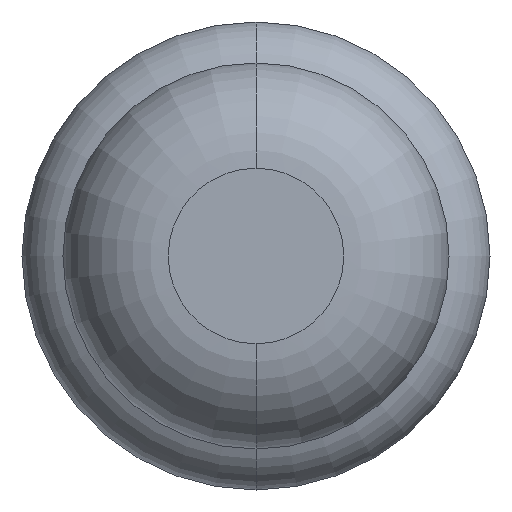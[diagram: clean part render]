
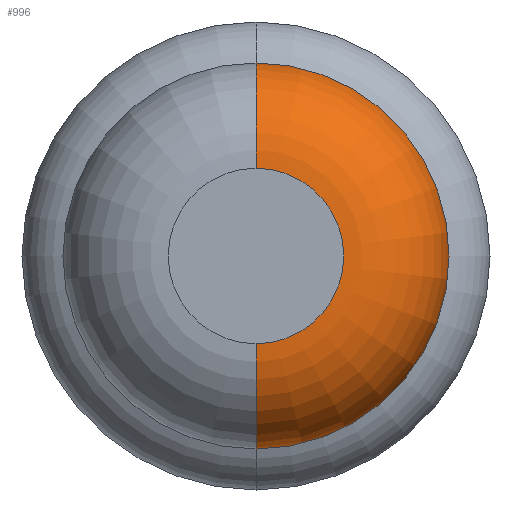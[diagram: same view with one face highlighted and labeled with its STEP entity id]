
A CAD part, front view. The second image highlights one B-rep face of the part: STEP entity #996.
In plain terms, the highlighted toroidal (fillet/blend) face has major radius 0.375 mm and minor radius 0.45 mm.
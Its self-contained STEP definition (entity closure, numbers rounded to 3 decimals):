
#232 = DIRECTION ( 'NONE',  ( 0., 0., 1. ) ) ;
#280 = CIRCLE ( 'NONE', #3002, 0.825 ) ;
#284 = EDGE_CURVE ( 'Defeature ausgef�hrt1_5+Defeature ausgef�hrt1_4+Defeature ausgef�hrt1_4+Defeature ausgef�hrt1_4', #2755, #307, #3689, .T. ) ;
#307 = VERTEX_POINT ( 'NONE', #1790 ) ;
#359 = CARTESIAN_POINT ( 'NONE',  ( 0., -26.95, -0.825 ) ) ;
#514 = CARTESIAN_POINT ( 'NONE',  ( 0., -26.95, 0. ) ) ;
#657 = ORIENTED_EDGE ( 'NONE', *, *, #3367, .F. ) ;
#809 = CARTESIAN_POINT ( 'NONE',  ( 0., -26.95, 0. ) ) ;
#824 = ORIENTED_EDGE ( 'NONE', *, *, #284, .T. ) ;
#829 = DIRECTION ( 'NONE',  ( 0., 1., 0. ) ) ;
#834 = VERTEX_POINT ( 'NONE', #3276 ) ;
#839 = EDGE_LOOP ( 'NONE', ( #824, #1279, #657, #1408 ) ) ;
#874 = VERTEX_POINT ( 'NONE', #359 ) ;
#905 = DIRECTION ( 'NONE',  ( 0., 1., 0. ) ) ;
#996 = ADVANCED_FACE ( 'Defeature ausgef�hrt1_5', ( #3723 ), #1306, .T. ) ;
#1187 = DIRECTION ( 'NONE',  ( 0., 0., -1. ) ) ;
#1279 = ORIENTED_EDGE ( 'NONE', *, *, #1764, .T. ) ;
#1306 = TOROIDAL_SURFACE ( 'NONE', #2723, 0.375, 0.45 ) ;
#1393 = DIRECTION ( 'NONE',  ( -1., 0., 0. ) ) ;
#1408 = ORIENTED_EDGE ( 'NONE', *, *, #1568, .F. ) ;
#1568 = EDGE_CURVE ( 'NONE', #2755, #834, #2494, .T. ) ;
#1658 = AXIS2_PLACEMENT_3D ( 'NONE', #2264, #1393, #1660 ) ;
#1660 = DIRECTION ( 'NONE',  ( 0., 0., 1. ) ) ;
#1717 = DIRECTION ( 'NONE',  ( 1., 0., 0. ) ) ;
#1748 = CARTESIAN_POINT ( 'NONE',  ( 0., -27.4, 0.375 ) ) ;
#1764 = EDGE_CURVE ( 'NONE', #307, #874, #2103, .T. ) ;
#1790 = CARTESIAN_POINT ( 'NONE',  ( 0., -27.4, -0.375 ) ) ;
#2072 = DIRECTION ( 'NONE',  ( 0., 0., 1. ) ) ;
#2103 = CIRCLE ( 'NONE', #2587, 0.45 ) ;
#2216 = AXIS2_PLACEMENT_3D ( 'NONE', #3239, #905, #2072 ) ;
#2264 = CARTESIAN_POINT ( 'NONE',  ( 0., -26.95, 0.375 ) ) ;
#2494 = CIRCLE ( 'NONE', #1658, 0.45 ) ;
#2587 = AXIS2_PLACEMENT_3D ( 'NONE', #2939, #1717, #1187 ) ;
#2723 = AXIS2_PLACEMENT_3D ( 'NONE', #809, #3714, #3412 ) ;
#2755 = VERTEX_POINT ( 'NONE', #1748 ) ;
#2939 = CARTESIAN_POINT ( 'NONE',  ( 0., -26.95, -0.375 ) ) ;
#3002 = AXIS2_PLACEMENT_3D ( 'NONE', #514, #829, #232 ) ;
#3239 = CARTESIAN_POINT ( 'NONE',  ( 0., -27.4, 0. ) ) ;
#3276 = CARTESIAN_POINT ( 'NONE',  ( 0., -26.95, 0.825 ) ) ;
#3367 = EDGE_CURVE ( 'Defeature ausgef�hrt1_6+Defeature ausgef�hrt1_5+Defeature ausgef�hrt1_5+Defeature ausgef�hrt1_5', #834, #874, #280, .T. ) ;
#3412 = DIRECTION ( 'NONE',  ( 0., 0., 1. ) ) ;
#3689 = CIRCLE ( 'NONE', #2216, 0.375 ) ;
#3714 = DIRECTION ( 'NONE',  ( 0., 1., 0. ) ) ;
#3723 = FACE_OUTER_BOUND ( 'NONE', #839, .T. ) ;
